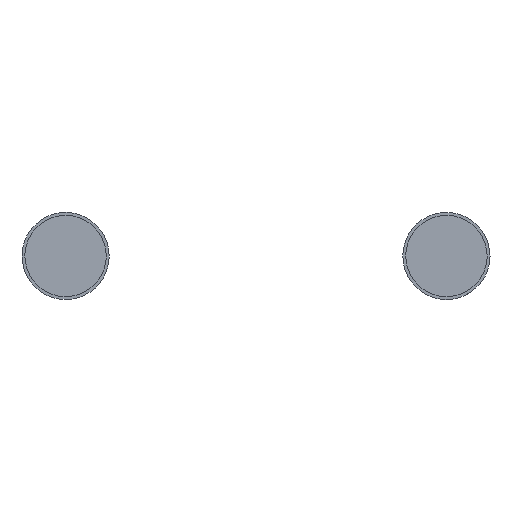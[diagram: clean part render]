
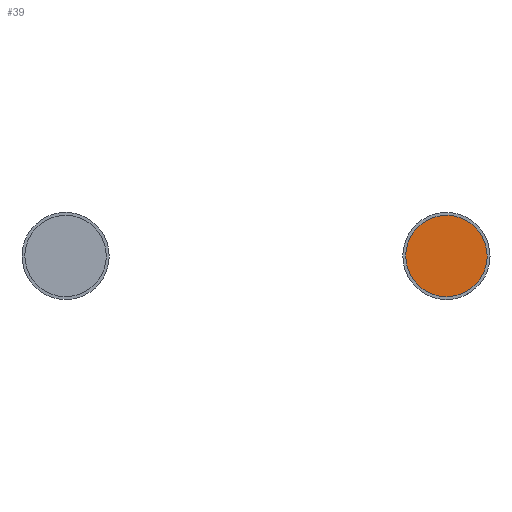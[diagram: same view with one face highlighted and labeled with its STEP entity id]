
A CAD part, top view. The second image highlights one B-rep face of the part: STEP entity #39.
In plain terms, the highlighted free-form (B-spline) face has degree [1, 1] with [2, 2] control points.
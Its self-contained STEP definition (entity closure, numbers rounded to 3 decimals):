
#39=ADVANCED_FACE($,(#73),#360,.T.);
#73=FACE_OUTER_BOUND($,#108,.T.);
#108=EDGE_LOOP($,(#172,#173));
#172=ORIENTED_EDGE($,*,*,#260,.T.);
#173=ORIENTED_EDGE($,*,*,#268,.T.);
#260=EDGE_CURVE($,#309,#315,#399,.T.);
#268=EDGE_CURVE($,#315,#309,#404,.T.);
#309=VERTEX_POINT($,#767);
#315=VERTEX_POINT($,#773);
#360=B_SPLINE_SURFACE_WITH_KNOTS($,1,1,((#730,#731),(#732,#733)),.UNSPECIFIED.,
.F.,.F.,.F.,(2,2),(2,2),(-420.,0.),(-210.,
210.),.UNSPECIFIED.);
#399=(
BOUNDED_CURVE()
B_SPLINE_CURVE(2,(#651,#652,#653,#654,#655),.UNSPECIFIED.,.F.,.F.)
B_SPLINE_CURVE_WITH_KNOTS((3,2,3),(0.,329.867,659.734),
.UNSPECIFIED.)
CURVE()
GEOMETRIC_REPRESENTATION_ITEM()
RATIONAL_B_SPLINE_CURVE((1.,0.707,1.,0.707,1.))
REPRESENTATION_ITEM($)
);
#404=(
BOUNDED_CURVE()
B_SPLINE_CURVE(2,(#682,#683,#684,#685,#686),.UNSPECIFIED.,.F.,.F.)
B_SPLINE_CURVE_WITH_KNOTS((3,2,3),(659.734,989.602,1319.469),
.UNSPECIFIED.)
CURVE()
GEOMETRIC_REPRESENTATION_ITEM()
RATIONAL_B_SPLINE_CURVE((1.,0.707,1.,0.707,1.))
REPRESENTATION_ITEM($)
);
#651=CARTESIAN_POINT($,(63157.31,-21428.551,480.));
#652=CARTESIAN_POINT($,(63157.31,-21218.551,480.));
#653=CARTESIAN_POINT($,(62947.31,-21218.551,480.));
#654=CARTESIAN_POINT($,(62737.31,-21218.551,480.));
#655=CARTESIAN_POINT($,(62737.31,-21428.551,480.));
#682=CARTESIAN_POINT($,(62737.31,-21428.551,480.));
#683=CARTESIAN_POINT($,(62737.31,-21638.551,480.));
#684=CARTESIAN_POINT($,(62947.31,-21638.551,480.));
#685=CARTESIAN_POINT($,(63157.31,-21638.551,480.));
#686=CARTESIAN_POINT($,(63157.31,-21428.551,480.));
#730=CARTESIAN_POINT($,(62737.31,-21638.551,480.));
#731=CARTESIAN_POINT($,(62737.31,-21218.551,480.));
#732=CARTESIAN_POINT($,(63157.31,-21638.551,480.));
#733=CARTESIAN_POINT($,(63157.31,-21218.551,480.));
#767=CARTESIAN_POINT($,(63157.31,-21428.551,480.));
#773=CARTESIAN_POINT($,(62737.31,-21428.551,480.));
